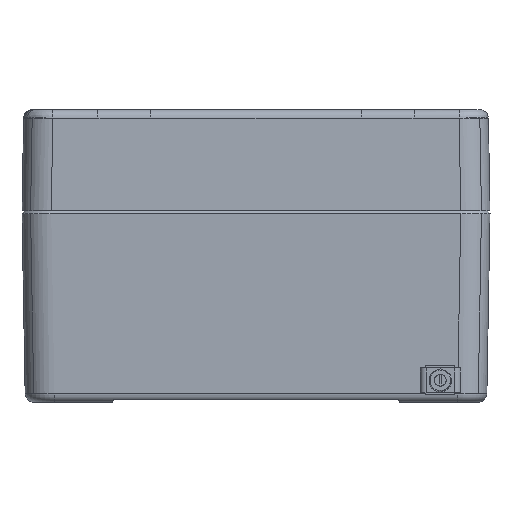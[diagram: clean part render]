
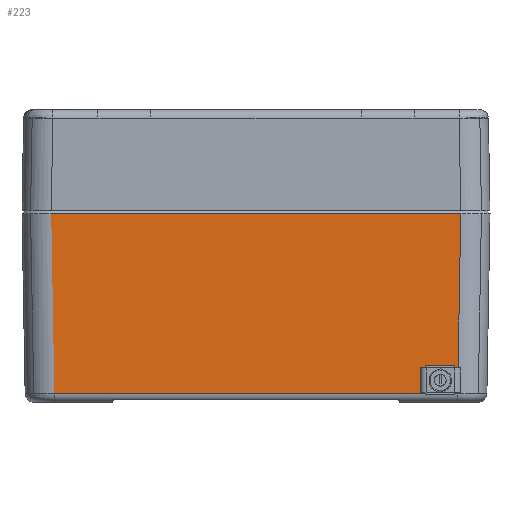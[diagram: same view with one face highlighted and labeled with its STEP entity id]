
A CAD part, left-side view. The second image highlights one B-rep face of the part: STEP entity #223.
In plain terms, the highlighted planar face has unit normal (-1, 0, -0.018).
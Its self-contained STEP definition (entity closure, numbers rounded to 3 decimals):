
#133=AXIS2_PLACEMENT_3D('Plane Axis2P3D',#130,#131,#132) ;
#147=AXIS2_PLACEMENT_3D('Ellipse Axis2P3D',#144,#145,#146) ;
#204=AXIS2_PLACEMENT_3D('Ellipse Axis2P3D',#201,#202,#203) ;
#70=CARTESIAN_POINT('Control Point',(13.801,15.577,6.723)) ;
#71=CARTESIAN_POINT('Control Point',(13.807,15.776,6.359)) ;
#72=CARTESIAN_POINT('Control Point',(13.812,16.092,6.058)) ;
#73=CARTESIAN_POINT('Control Point',(13.816,16.497,5.872)) ;
#74=CARTESIAN_POINT('Control Point',(13.817,17.147,5.806)) ;
#75=CARTESIAN_POINT('Control Point',(13.813,17.736,6.033)) ;
#76=CARTESIAN_POINT('Control Point',(13.811,17.919,6.14)) ;
#77=CARTESIAN_POINT('Control Point',(13.804,18.39,6.53)) ;
#78=CARTESIAN_POINT('Control Point',(13.794,18.65,7.105)) ;
#79=CARTESIAN_POINT('Control Point',(13.787,18.696,7.525)) ;
#80=CARTESIAN_POINT('Control Point',(13.78,18.612,7.93)) ;
#81=CARTESIAN_POINT('Control Point',(13.774,18.423,8.277)) ;
#82=CARTESIAN_POINT('Vertex',(13.801,15.577,6.723)) ;
#84=CARTESIAN_POINT('Vertex',(13.774,18.423,8.277)) ;
#110=CARTESIAN_POINT('Control Point',(13.774,18.423,8.277)) ;
#111=CARTESIAN_POINT('Control Point',(13.767,18.224,8.641)) ;
#112=CARTESIAN_POINT('Control Point',(13.762,17.908,8.942)) ;
#113=CARTESIAN_POINT('Control Point',(13.759,17.503,9.128)) ;
#114=CARTESIAN_POINT('Control Point',(13.758,16.853,9.194)) ;
#115=CARTESIAN_POINT('Control Point',(13.762,16.264,8.967)) ;
#116=CARTESIAN_POINT('Control Point',(13.764,16.081,8.86)) ;
#117=CARTESIAN_POINT('Control Point',(13.77,15.61,8.47)) ;
#118=CARTESIAN_POINT('Control Point',(13.78,15.35,7.895)) ;
#119=CARTESIAN_POINT('Control Point',(13.788,15.304,7.475)) ;
#120=CARTESIAN_POINT('Control Point',(13.795,15.388,7.07)) ;
#121=CARTESIAN_POINT('Control Point',(13.801,15.577,6.723)) ;
#130=CARTESIAN_POINT('Axis2P3D Location',(12.792,160.,64.5)) ;
#135=CARTESIAN_POINT('Line Origine',(13.867,80.,2.948)) ;
#139=CARTESIAN_POINT('Vertex',(13.867,11.1,2.948)) ;
#141=CARTESIAN_POINT('Vertex',(13.867,148.9,2.948)) ;
#144=CARTESIAN_POINT('Axis2P3D Location',(13.87,11.1,2.773)) ;
#149=CARTESIAN_POINT('Vertex',(13.867,11.073,2.948)) ;
#152=CARTESIAN_POINT('Line Origine',(13.866,11.072,3.007)) ;
#156=CARTESIAN_POINT('Vertex',(13.865,11.071,3.066)) ;
#159=CARTESIAN_POINT('Line Origine',(13.329,10.535,33.783)) ;
#163=CARTESIAN_POINT('Vertex',(12.792,9.998,64.5)) ;
#166=CARTESIAN_POINT('Line Origine',(12.792,9.999,64.5)) ;
#170=CARTESIAN_POINT('Vertex',(12.792,10.,64.5)) ;
#173=CARTESIAN_POINT('Line Origine',(12.792,80.,64.5)) ;
#177=CARTESIAN_POINT('Vertex',(12.792,150.,64.5)) ;
#180=CARTESIAN_POINT('Line Origine',(12.792,150.001,64.5)) ;
#184=CARTESIAN_POINT('Vertex',(12.792,150.002,64.5)) ;
#187=CARTESIAN_POINT('Line Origine',(13.329,149.465,33.783)) ;
#191=CARTESIAN_POINT('Vertex',(13.865,148.929,3.066)) ;
#194=CARTESIAN_POINT('Line Origine',(13.866,148.928,3.007)) ;
#198=CARTESIAN_POINT('Vertex',(13.867,148.927,2.948)) ;
#201=CARTESIAN_POINT('Axis2P3D Location',(13.87,148.9,2.773)) ;
#131=DIRECTION('Axis2P3D Direction',(-1.,0.,-0.017)) ;
#132=DIRECTION('Axis2P3D XDirection',(0.017,0.,-1.)) ;
#136=DIRECTION('Vector Direction',(0.,1.,0.)) ;
#145=DIRECTION('Axis2P3D Direction',(-1.,0.,-0.017)) ;
#146=DIRECTION('Axis2P3D XDirection',(0.,-1.,0.)) ;
#153=DIRECTION('Vector Direction',(0.017,0.017,-1.)) ;
#160=DIRECTION('Vector Direction',(0.017,0.017,-1.)) ;
#167=DIRECTION('Vector Direction',(0.,1.,0.)) ;
#174=DIRECTION('Vector Direction',(0.,1.,0.)) ;
#181=DIRECTION('Vector Direction',(0.,1.,0.)) ;
#188=DIRECTION('Vector Direction',(-0.017,0.017,1.)) ;
#195=DIRECTION('Vector Direction',(-0.017,0.017,1.)) ;
#202=DIRECTION('Axis2P3D Direction',(-1.,0.,-0.017)) ;
#203=DIRECTION('Axis2P3D XDirection',(0.,-1.,0.)) ;
#137=VECTOR('Line Direction',#136,1.) ;
#154=VECTOR('Line Direction',#153,1.) ;
#161=VECTOR('Line Direction',#160,1.) ;
#168=VECTOR('Line Direction',#167,1.) ;
#175=VECTOR('Line Direction',#174,1.) ;
#182=VECTOR('Line Direction',#181,1.) ;
#189=VECTOR('Line Direction',#188,1.) ;
#196=VECTOR('Line Direction',#195,1.) ;
#208=ORIENTED_EDGE('',*,*,#143,.F.) ;
#209=ORIENTED_EDGE('',*,*,#151,.F.) ;
#210=ORIENTED_EDGE('',*,*,#158,.F.) ;
#211=ORIENTED_EDGE('',*,*,#165,.F.) ;
#212=ORIENTED_EDGE('',*,*,#172,.F.) ;
#213=ORIENTED_EDGE('',*,*,#179,.T.) ;
#214=ORIENTED_EDGE('',*,*,#186,.F.) ;
#215=ORIENTED_EDGE('',*,*,#193,.F.) ;
#216=ORIENTED_EDGE('',*,*,#200,.F.) ;
#217=ORIENTED_EDGE('',*,*,#206,.F.) ;
#220=ORIENTED_EDGE('',*,*,#122,.T.) ;
#221=ORIENTED_EDGE('',*,*,#86,.T.) ;
#222=FACE_BOUND('',#219,.T.) ;
#223=ADVANCED_FACE('Body',(#218,#222),#134,.T.) ;
#69=B_SPLINE_CURVE_WITH_KNOTS('',5,(#70,#71,#72,#73,#74,#75,#76,#77,#78,#79,#80,#81),.UNSPECIFIED.,.F.,.U.,(6,3,3,6),(0.,2.933,4.404,7.202),.UNSPECIFIED.) ;
#109=B_SPLINE_CURVE_WITH_KNOTS('',5,(#110,#111,#112,#113,#114,#115,#116,#117,#118,#119,#120,#121),.UNSPECIFIED.,.F.,.U.,(6,3,3,6),(0.,2.933,4.404,7.202),.UNSPECIFIED.) ;
#86=EDGE_CURVE('',#83,#85,#69,.T.) ;
#122=EDGE_CURVE('',#85,#83,#109,.T.) ;
#143=EDGE_CURVE('',#140,#142,#138,.T.) ;
#151=EDGE_CURVE('',#150,#140,#148,.T.) ;
#158=EDGE_CURVE('',#157,#150,#155,.T.) ;
#165=EDGE_CURVE('',#164,#157,#162,.T.) ;
#172=EDGE_CURVE('',#171,#164,#169,.F.) ;
#179=EDGE_CURVE('',#171,#178,#176,.T.) ;
#186=EDGE_CURVE('',#185,#178,#183,.F.) ;
#193=EDGE_CURVE('',#192,#185,#190,.T.) ;
#200=EDGE_CURVE('',#199,#192,#197,.T.) ;
#206=EDGE_CURVE('',#142,#199,#205,.T.) ;
#207=EDGE_LOOP('',(#208,#209,#210,#211,#212,#213,#214,#215,#216,#217)) ;
#219=EDGE_LOOP('',(#220,#221)) ;
#148=ELLIPSE('Ellipse',#147,10.026,0.175) ;
#205=ELLIPSE('Ellipse',#204,10.026,0.175) ;
#218=FACE_OUTER_BOUND('',#207,.T.) ;
#138=LINE('Line',#135,#137) ;
#155=LINE('Line',#152,#154) ;
#162=LINE('Line',#159,#161) ;
#169=LINE('Line',#166,#168) ;
#176=LINE('Line',#173,#175) ;
#183=LINE('Line',#180,#182) ;
#190=LINE('Line',#187,#189) ;
#197=LINE('Line',#194,#196) ;
#134=PLANE('',#133) ;
#83=VERTEX_POINT('',#82) ;
#85=VERTEX_POINT('',#84) ;
#140=VERTEX_POINT('',#139) ;
#142=VERTEX_POINT('',#141) ;
#150=VERTEX_POINT('',#149) ;
#157=VERTEX_POINT('',#156) ;
#164=VERTEX_POINT('',#163) ;
#171=VERTEX_POINT('',#170) ;
#178=VERTEX_POINT('',#177) ;
#185=VERTEX_POINT('',#184) ;
#192=VERTEX_POINT('',#191) ;
#199=VERTEX_POINT('',#198) ;
